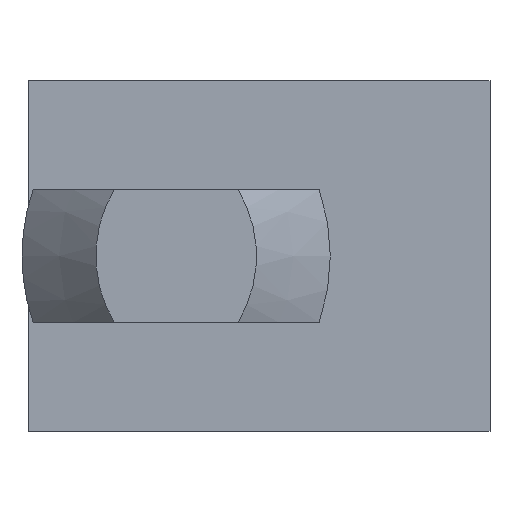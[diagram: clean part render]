
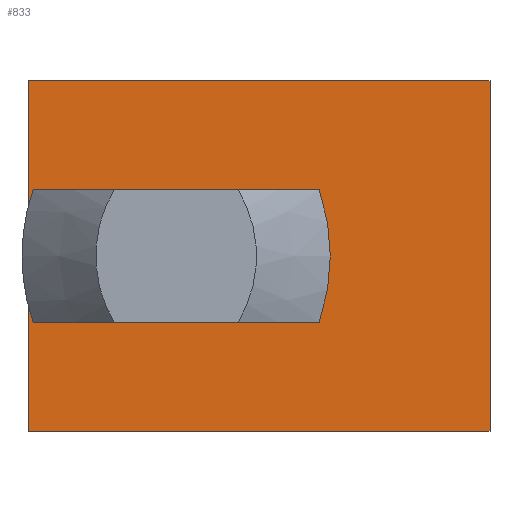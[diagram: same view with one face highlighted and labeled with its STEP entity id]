
A CAD part, left-side view. The second image highlights one B-rep face of the part: STEP entity #833.
In plain terms, the highlighted planar face has unit normal (-1, 0, 0).
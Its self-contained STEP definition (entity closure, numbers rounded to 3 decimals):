
#7 = PLANE ( 'NONE',  #841 ) ;
#14 = DIRECTION ( 'NONE',  ( 0., 0., -1. ) ) ;
#20 = ORIENTED_EDGE ( 'NONE', *, *, #870, .F. ) ;
#26 = CARTESIAN_POINT ( 'NONE',  ( 0., -4.1, 12.8 ) ) ;
#36 = CARTESIAN_POINT ( 'NONE',  ( 0., -8.4, 12.8 ) ) ;
#72 = DIRECTION ( 'NONE',  ( 0., 0., -1. ) ) ;
#83 = DIRECTION ( 'NONE',  ( 0., -1., 0. ) ) ;
#86 = AXIS2_PLACEMENT_3D ( 'NONE', #557, #1397, #675 ) ;
#124 = DIRECTION ( 'NONE',  ( 0., 1., 0. ) ) ;
#135 = ORIENTED_EDGE ( 'NONE', *, *, #299, .F. ) ;
#151 = LINE ( 'NONE', #683, #1061 ) ;
#185 = VERTEX_POINT ( 'NONE', #36 ) ;
#188 = DIRECTION ( 'NONE',  ( 0., -1., 0. ) ) ;
#196 = CARTESIAN_POINT ( 'NONE',  ( 0., -25., 0. ) ) ;
#255 = VERTEX_POINT ( 'NONE', #944 ) ;
#258 = CARTESIAN_POINT ( 'NONE',  ( 0., 0., 0. ) ) ;
#268 = LINE ( 'NONE', #381, #569 ) ;
#292 = EDGE_CURVE ( 'NONE', #353, #350, #571, .T. ) ;
#298 = CARTESIAN_POINT ( 'NONE',  ( 0., -11.9, 9.3 ) ) ;
#299 = EDGE_CURVE ( 'NONE', #931, #255, #491, .T. ) ;
#309 = VERTEX_POINT ( 'NONE', #298 ) ;
#346 = LINE ( 'NONE', #26, #983 ) ;
#350 = VERTEX_POINT ( 'NONE', #196 ) ;
#353 = VERTEX_POINT ( 'NONE', #583 ) ;
#381 = CARTESIAN_POINT ( 'NONE',  ( 0., 0., 19. ) ) ;
#404 = VERTEX_POINT ( 'NONE', #773 ) ;
#443 = VECTOR ( 'NONE', #72, 1000. ) ;
#471 = VECTOR ( 'NONE', #83, 1000. ) ;
#491 = CIRCLE ( 'NONE', #86, 3.5 ) ;
#509 = EDGE_CURVE ( 'NONE', #629, #350, #511, .T. ) ;
#511 = LINE ( 'NONE', #679, #471 ) ;
#522 = EDGE_CURVE ( 'NONE', #1490, #353, #151, .T. ) ;
#546 = CIRCLE ( 'NONE', #714, 3.5 ) ;
#557 = CARTESIAN_POINT ( 'NONE',  ( 0., -7.6, 9.7 ) ) ;
#560 = CARTESIAN_POINT ( 'NONE',  ( 0., -8.4, 9.3 ) ) ;
#562 = EDGE_CURVE ( 'NONE', #404, #931, #1393, .T. ) ;
#569 = VECTOR ( 'NONE', #749, 1000. ) ;
#571 = LINE ( 'NONE', #910, #443 ) ;
#580 = CARTESIAN_POINT ( 'NONE',  ( 0., -7.6, 6.2 ) ) ;
#583 = CARTESIAN_POINT ( 'NONE',  ( 0., -25., 19. ) ) ;
#613 = CARTESIAN_POINT ( 'NONE',  ( 0., -4.1, 9.7 ) ) ;
#621 = FACE_BOUND ( 'NONE', #903, .T. ) ;
#629 = VERTEX_POINT ( 'NONE', #258 ) ;
#647 = EDGE_CURVE ( 'NONE', #1490, #629, #268, .T. ) ;
#674 = VECTOR ( 'NONE', #14, 1000. ) ;
#675 = DIRECTION ( 'NONE',  ( 0., -1., 0. ) ) ;
#679 = CARTESIAN_POINT ( 'NONE',  ( 0., 0., 0. ) ) ;
#681 = DIRECTION ( 'NONE',  ( 0., -1., 0. ) ) ;
#683 = CARTESIAN_POINT ( 'NONE',  ( 0., 0., 19. ) ) ;
#692 = DIRECTION ( 'NONE',  ( 0., -1., 0. ) ) ;
#702 = VERTEX_POINT ( 'NONE', #1496 ) ;
#714 = AXIS2_PLACEMENT_3D ( 'NONE', #560, #1399, #681 ) ;
#739 = DIRECTION ( 'NONE',  ( 0., 1., 0. ) ) ;
#749 = DIRECTION ( 'NONE',  ( 0., 0., -1. ) ) ;
#773 = CARTESIAN_POINT ( 'NONE',  ( 0., -4.1, 12.8 ) ) ;
#777 = ORIENTED_EDGE ( 'NONE', *, *, #1102, .F. ) ;
#833 = ADVANCED_FACE ( 'NONE', ( #900, #621 ), #7, .F. ) ;
#841 = AXIS2_PLACEMENT_3D ( 'NONE', #951, #843, #124 ) ;
#843 = DIRECTION ( 'NONE',  ( 1., 0., 0. ) ) ;
#870 = EDGE_CURVE ( 'NONE', #309, #185, #546, .T. ) ;
#900 = FACE_OUTER_BOUND ( 'NONE', #902, .T. ) ;
#902 = EDGE_LOOP ( 'NONE', ( #1063, #1044, #955, #921 ) ) ;
#903 = EDGE_LOOP ( 'NONE', ( #777, #1104, #135, #1086, #1498, #20 ) ) ;
#910 = CARTESIAN_POINT ( 'NONE',  ( 0., -25., 19. ) ) ;
#921 = ORIENTED_EDGE ( 'NONE', *, *, #647, .T. ) ;
#931 = VERTEX_POINT ( 'NONE', #1028 ) ;
#944 = CARTESIAN_POINT ( 'NONE',  ( 0., -7.6, 6.2 ) ) ;
#948 = LINE ( 'NONE', #1217, #1236 ) ;
#951 = CARTESIAN_POINT ( 'NONE',  ( 0., 0., 19. ) ) ;
#955 = ORIENTED_EDGE ( 'NONE', *, *, #522, .F. ) ;
#962 = VECTOR ( 'NONE', #692, 1000. ) ;
#983 = VECTOR ( 'NONE', #739, 1000. ) ;
#995 = LINE ( 'NONE', #580, #962 ) ;
#1028 = CARTESIAN_POINT ( 'NONE',  ( 0., -4.1, 9.7 ) ) ;
#1044 = ORIENTED_EDGE ( 'NONE', *, *, #292, .F. ) ;
#1061 = VECTOR ( 'NONE', #188, 1000. ) ;
#1063 = ORIENTED_EDGE ( 'NONE', *, *, #509, .T. ) ;
#1086 = ORIENTED_EDGE ( 'NONE', *, *, #562, .F. ) ;
#1094 = EDGE_CURVE ( 'NONE', #185, #404, #346, .T. ) ;
#1095 = DIRECTION ( 'NONE',  ( 0., 0., 1. ) ) ;
#1102 = EDGE_CURVE ( 'NONE', #702, #309, #948, .T. ) ;
#1104 = ORIENTED_EDGE ( 'NONE', *, *, #1307, .F. ) ;
#1217 = CARTESIAN_POINT ( 'NONE',  ( 0., -11.9, 6.2 ) ) ;
#1236 = VECTOR ( 'NONE', #1095, 1000. ) ;
#1307 = EDGE_CURVE ( 'NONE', #255, #702, #995, .T. ) ;
#1387 = CARTESIAN_POINT ( 'NONE',  ( 0., 0., 19. ) ) ;
#1393 = LINE ( 'NONE', #613, #674 ) ;
#1397 = DIRECTION ( 'NONE',  ( -1., 0., 0. ) ) ;
#1399 = DIRECTION ( 'NONE',  ( -1., 0., 0. ) ) ;
#1490 = VERTEX_POINT ( 'NONE', #1387 ) ;
#1496 = CARTESIAN_POINT ( 'NONE',  ( 0., -11.9, 6.2 ) ) ;
#1498 = ORIENTED_EDGE ( 'NONE', *, *, #1094, .F. ) ;
